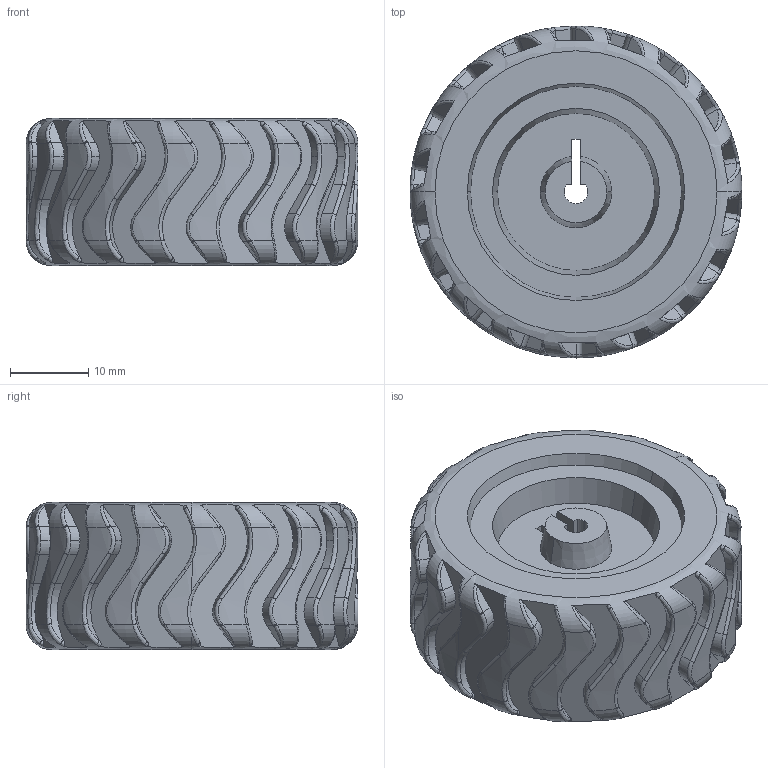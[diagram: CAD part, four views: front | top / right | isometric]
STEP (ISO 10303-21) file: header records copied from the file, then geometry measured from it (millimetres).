
FILE_DESCRIPTION (( 'STEP AP203' ), '1' );
FILE_NAME ('pololu 1.65dia wheel.STEP', '2012-09-10T16:04:52', ( '' ), ( '' ), 'SwSTEP 2.0', 'SolidWorks 2012', '' );
FILE_SCHEMA (( 'CONFIG_CONTROL_DESIGN' ));
Length unit declared in the file: inch
Products named in the file (1): pololu 1.65dia wheel
Bounding box: 42.42 x 42.42 x 18.8 mm (x, y, z)
Volume: 17290.1 mm3; surface area: 7606.1 mm2
Topology: 1 solids, 1 shells, 594 faces, 1527 edges, 938 vertices
Faces by surface type: bspline 252, plane 186, cylinder 140, cone 12, torus 4
Entity records: 25057 total; most frequent: CARTESIAN_POINT 12705, ORIENTED_EDGE 3054, DIRECTION 2017, EDGE_CURVE 1527, VERTEX_POINT 938, AXIS2_PLACEMENT_3D 801, EDGE_LOOP 599, ADVANCED_FACE 594
